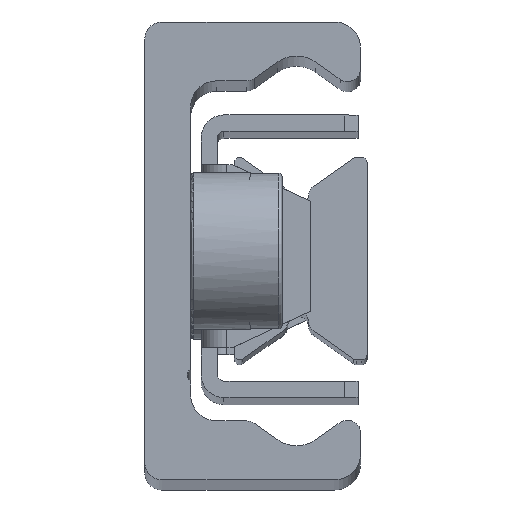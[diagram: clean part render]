
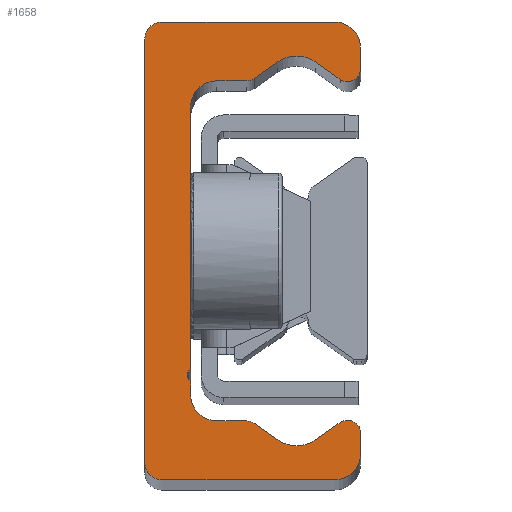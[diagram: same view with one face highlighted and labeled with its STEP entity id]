
A CAD part, top view. The second image highlights one B-rep face of the part: STEP entity #1658.
In plain terms, the highlighted planar face has unit normal (0, 0, 1).
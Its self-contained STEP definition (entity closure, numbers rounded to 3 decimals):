
#750=CARTESIAN_POINT('',(0.0,16.2,450.0));
#751=VERTEX_POINT('',#750);
#752=CARTESIAN_POINT('',(1.3,17.5,450.0));
#753=VERTEX_POINT('',#752);
#754=CARTESIAN_POINT('',(1.3,16.2,450.0));
#755=DIRECTION('',(0.0,0.0,-1.0));
#756=DIRECTION('',(0.0,-1.0,0.0));
#757=AXIS2_PLACEMENT_3D('',#754,#755,#756);
#758=CIRCLE('',#757,1.3);
#759=EDGE_CURVE('',#751,#753,#758,.T.);
#792=CARTESIAN_POINT('',(14.5,17.5,450.0));
#793=VERTEX_POINT('',#792);
#794=CARTESIAN_POINT('',(1.3,17.5,450.0));
#795=DIRECTION('',(1.0,0.0,0.0));
#796=VECTOR('',#795,13.2);
#797=LINE('',#794,#796);
#798=EDGE_CURVE('',#753,#793,#797,.T.);
#823=CARTESIAN_POINT('',(16.5,15.5,450.0));
#824=VERTEX_POINT('',#823);
#825=CARTESIAN_POINT('',(14.5,15.5,450.0));
#826=DIRECTION('',(0.0,0.0,-1.0));
#827=DIRECTION('',(-1.0,0.0,0.0));
#828=AXIS2_PLACEMENT_3D('',#825,#826,#827);
#829=CIRCLE('',#828,2.);
#830=EDGE_CURVE('',#793,#824,#829,.T.);
#856=CARTESIAN_POINT('',(16.5,13.946,450.0));
#857=VERTEX_POINT('',#856);
#858=CARTESIAN_POINT('',(16.5,15.5,450.0));
#859=DIRECTION('',(0.0,-1.0,0.0));
#860=VECTOR('',#859,1.554);
#861=LINE('',#858,#860);
#862=EDGE_CURVE('',#824,#857,#861,.T.);
#887=CARTESIAN_POINT('',(14.926,13.127,450.0));
#888=VERTEX_POINT('',#887);
#889=CARTESIAN_POINT('',(15.5,13.946,450.0));
#890=DIRECTION('',(0.0,0.0,-1.0));
#891=DIRECTION('',(0.574,0.819,0.0));
#892=AXIS2_PLACEMENT_3D('',#889,#890,#891);
#893=CIRCLE('',#892,1.0);
#894=EDGE_CURVE('',#857,#888,#893,.T.);
#920=CARTESIAN_POINT('',(13.034,14.452,450.0));
#921=VERTEX_POINT('',#920);
#922=CARTESIAN_POINT('',(14.926,13.127,450.0));
#923=DIRECTION('',(-0.819,0.574,0.0));
#924=VECTOR('',#923,2.31);
#925=LINE('',#922,#924);
#926=EDGE_CURVE('',#888,#921,#925,.T.);
#951=CARTESIAN_POINT('',(10.166,14.452,450.0));
#952=VERTEX_POINT('',#951);
#953=CARTESIAN_POINT('',(11.6,12.404,450.0));
#954=DIRECTION('',(0.0,0.0,1.0));
#955=DIRECTION('',(0.574,0.819,0.0));
#956=AXIS2_PLACEMENT_3D('',#953,#954,#955);
#957=CIRCLE('',#956,2.5);
#958=EDGE_CURVE('',#921,#952,#957,.T.);
#984=CARTESIAN_POINT('',(8.351,13.181,450.0));
#985=VERTEX_POINT('',#984);
#986=CARTESIAN_POINT('',(10.166,14.452,450.0));
#987=DIRECTION('',(-0.819,-0.574,0.0));
#988=VECTOR('',#987,2.216);
#989=LINE('',#986,#988);
#990=EDGE_CURVE('',#952,#985,#989,.T.);
#1015=CARTESIAN_POINT('',(7.777,13.,450.0));
#1016=VERTEX_POINT('',#1015);
#1017=CARTESIAN_POINT('',(7.777,14.,450.0));
#1018=DIRECTION('',(0.0,0.0,-1.0));
#1019=DIRECTION('',(0.0,1.0,0.0));
#1020=AXIS2_PLACEMENT_3D('',#1017,#1018,#1019);
#1021=CIRCLE('',#1020,1.);
#1022=EDGE_CURVE('',#985,#1016,#1021,.T.);
#1048=CARTESIAN_POINT('',(5.5,13.,450.0));
#1049=VERTEX_POINT('',#1048);
#1050=CARTESIAN_POINT('',(7.777,13.,450.0));
#1051=DIRECTION('',(-1.0,0.0,0.0));
#1052=VECTOR('',#1051,2.277);
#1053=LINE('',#1050,#1052);
#1054=EDGE_CURVE('',#1016,#1049,#1053,.T.);
#1079=CARTESIAN_POINT('',(3.5,11.,450.0));
#1080=VERTEX_POINT('',#1079);
#1081=CARTESIAN_POINT('',(5.5,11.,450.0));
#1082=DIRECTION('',(0.0,0.0,1.0));
#1083=DIRECTION('',(0.0,1.0,0.0));
#1084=AXIS2_PLACEMENT_3D('',#1081,#1082,#1083);
#1085=CIRCLE('',#1084,2.0);
#1086=EDGE_CURVE('',#1049,#1080,#1085,.T.);
#1112=CARTESIAN_POINT('',(3.5,-9.067,450.0));
#1113=VERTEX_POINT('',#1112);
#1114=CARTESIAN_POINT('',(3.5,11.,450.0));
#1115=DIRECTION('',(0.0,-1.0,0.0));
#1116=VECTOR('',#1115,20.067);
#1117=LINE('',#1114,#1116);
#1118=EDGE_CURVE('',#1080,#1113,#1117,.T.);
#1167=CARTESIAN_POINT('',(3.5,-9.933,450.0));
#1168=VERTEX_POINT('',#1167);
#1169=CARTESIAN_POINT('',(3.75,-9.5,450.0));
#1170=DIRECTION('',(0.0,0.0,1.0));
#1171=DIRECTION('',(-0.5,0.866,0.0));
#1172=AXIS2_PLACEMENT_3D('',#1169,#1170,#1171);
#1173=CIRCLE('',#1172,0.5);
#1174=EDGE_CURVE('',#1113,#1168,#1173,.T.);
#1200=CARTESIAN_POINT('',(3.5,-11.,450.0));
#1201=VERTEX_POINT('',#1200);
#1202=CARTESIAN_POINT('',(3.5,-9.933,450.0));
#1203=DIRECTION('',(0.0,-1.0,0.0));
#1204=VECTOR('',#1203,1.067);
#1205=LINE('',#1202,#1204);
#1206=EDGE_CURVE('',#1168,#1201,#1205,.T.);
#1231=CARTESIAN_POINT('',(5.5,-13.,450.0));
#1232=VERTEX_POINT('',#1231);
#1233=CARTESIAN_POINT('',(5.5,-11.,450.0));
#1234=DIRECTION('',(0.0,0.0,1.0));
#1235=DIRECTION('',(-1.0,0.0,0.0));
#1236=AXIS2_PLACEMENT_3D('',#1233,#1234,#1235);
#1237=CIRCLE('',#1236,2.0);
#1238=EDGE_CURVE('',#1201,#1232,#1237,.T.);
#1264=CARTESIAN_POINT('',(7.777,-13.,450.0));
#1265=VERTEX_POINT('',#1264);
#1266=CARTESIAN_POINT('',(5.5,-13.,450.0));
#1267=DIRECTION('',(1.0,0.0,0.0));
#1268=VECTOR('',#1267,2.277);
#1269=LINE('',#1266,#1268);
#1270=EDGE_CURVE('',#1232,#1265,#1269,.T.);
#1295=CARTESIAN_POINT('',(8.351,-13.181,450.0));
#1296=VERTEX_POINT('',#1295);
#1297=CARTESIAN_POINT('',(7.777,-14.0,450.0));
#1298=DIRECTION('',(0.0,0.0,-1.0));
#1299=DIRECTION('',(-0.574,-0.819,0.0));
#1300=AXIS2_PLACEMENT_3D('',#1297,#1298,#1299);
#1301=CIRCLE('',#1300,1.);
#1302=EDGE_CURVE('',#1265,#1296,#1301,.T.);
#1328=CARTESIAN_POINT('',(10.166,-14.452,450.0));
#1329=VERTEX_POINT('',#1328);
#1330=CARTESIAN_POINT('',(8.351,-13.181,450.0));
#1331=DIRECTION('',(0.819,-0.574,0.0));
#1332=VECTOR('',#1331,2.216);
#1333=LINE('',#1330,#1332);
#1334=EDGE_CURVE('',#1296,#1329,#1333,.T.);
#1359=CARTESIAN_POINT('',(13.034,-14.452,450.0));
#1360=VERTEX_POINT('',#1359);
#1361=CARTESIAN_POINT('',(11.6,-12.404,450.0));
#1362=DIRECTION('',(0.0,0.0,1.));
#1363=DIRECTION('',(-0.574,-0.819,0.0));
#1364=AXIS2_PLACEMENT_3D('',#1361,#1362,#1363);
#1365=CIRCLE('',#1364,2.5);
#1366=EDGE_CURVE('',#1329,#1360,#1365,.T.);
#1392=CARTESIAN_POINT('',(14.926,-13.127,450.0));
#1393=VERTEX_POINT('',#1392);
#1394=CARTESIAN_POINT('',(13.034,-14.452,450.0));
#1395=DIRECTION('',(0.819,0.574,0.0));
#1396=VECTOR('',#1395,2.31);
#1397=LINE('',#1394,#1396);
#1398=EDGE_CURVE('',#1360,#1393,#1397,.T.);
#1423=CARTESIAN_POINT('',(16.5,-13.946,450.0));
#1424=VERTEX_POINT('',#1423);
#1425=CARTESIAN_POINT('',(15.5,-13.946,450.0));
#1426=DIRECTION('',(0.0,0.0,-1.0));
#1427=DIRECTION('',(-1.0,0.0,0.0));
#1428=AXIS2_PLACEMENT_3D('',#1425,#1426,#1427);
#1429=CIRCLE('',#1428,1.0);
#1430=EDGE_CURVE('',#1393,#1424,#1429,.T.);
#1456=CARTESIAN_POINT('',(16.5,-15.5,450.0));
#1457=VERTEX_POINT('',#1456);
#1458=CARTESIAN_POINT('',(16.5,-13.946,450.0));
#1459=DIRECTION('',(0.0,-1.0,0.0));
#1460=VECTOR('',#1459,1.554);
#1461=LINE('',#1458,#1460);
#1462=EDGE_CURVE('',#1424,#1457,#1461,.T.);
#1487=CARTESIAN_POINT('',(14.5,-17.5,450.0));
#1488=VERTEX_POINT('',#1487);
#1489=CARTESIAN_POINT('',(14.5,-15.5,450.0));
#1490=DIRECTION('',(0.0,0.0,-1.0));
#1491=DIRECTION('',(0.0,1.0,0.0));
#1492=AXIS2_PLACEMENT_3D('',#1489,#1490,#1491);
#1493=CIRCLE('',#1492,2.);
#1494=EDGE_CURVE('',#1457,#1488,#1493,.T.);
#1520=CARTESIAN_POINT('',(1.3,-17.5,450.0));
#1521=VERTEX_POINT('',#1520);
#1522=CARTESIAN_POINT('',(14.5,-17.5,450.0));
#1523=DIRECTION('',(-1.0,0.0,0.0));
#1524=VECTOR('',#1523,13.2);
#1525=LINE('',#1522,#1524);
#1526=EDGE_CURVE('',#1488,#1521,#1525,.T.);
#1551=CARTESIAN_POINT('',(0.0,-16.2,450.0));
#1552=VERTEX_POINT('',#1551);
#1553=CARTESIAN_POINT('',(1.3,-16.2,450.0));
#1554=DIRECTION('',(0.0,0.0,-1.0));
#1555=DIRECTION('',(1.0,0.0,0.0));
#1556=AXIS2_PLACEMENT_3D('',#1553,#1554,#1555);
#1557=CIRCLE('',#1556,1.3);
#1558=EDGE_CURVE('',#1521,#1552,#1557,.T.);
#1584=CARTESIAN_POINT('',(0.0,-16.2,450.0));
#1585=DIRECTION('',(0.0,1.0,0.0));
#1586=VECTOR('',#1585,32.4);
#1587=LINE('',#1584,#1586);
#1588=EDGE_CURVE('',#1552,#751,#1587,.T.);
#1625=CARTESIAN_POINT('',(5.957,-0.014,450.0));
#1626=DIRECTION('',(0.0,0.0,1.0));
#1627=DIRECTION('',(1.0,0.0,0.0));
#1628=AXIS2_PLACEMENT_3D('',#1625,#1626,#1627);
#1629=PLANE('',#1628);
#1630=ORIENTED_EDGE('',*,*,#759,.F.);
#1631=ORIENTED_EDGE('',*,*,#1588,.F.);
#1632=ORIENTED_EDGE('',*,*,#1558,.F.);
#1633=ORIENTED_EDGE('',*,*,#1526,.F.);
#1634=ORIENTED_EDGE('',*,*,#1494,.F.);
#1635=ORIENTED_EDGE('',*,*,#1462,.F.);
#1636=ORIENTED_EDGE('',*,*,#1430,.F.);
#1637=ORIENTED_EDGE('',*,*,#1398,.F.);
#1638=ORIENTED_EDGE('',*,*,#1366,.F.);
#1639=ORIENTED_EDGE('',*,*,#1334,.F.);
#1640=ORIENTED_EDGE('',*,*,#1302,.F.);
#1641=ORIENTED_EDGE('',*,*,#1270,.F.);
#1642=ORIENTED_EDGE('',*,*,#1238,.F.);
#1643=ORIENTED_EDGE('',*,*,#1206,.F.);
#1644=ORIENTED_EDGE('',*,*,#1174,.F.);
#1645=ORIENTED_EDGE('',*,*,#1118,.F.);
#1646=ORIENTED_EDGE('',*,*,#1086,.F.);
#1647=ORIENTED_EDGE('',*,*,#1054,.F.);
#1648=ORIENTED_EDGE('',*,*,#1022,.F.);
#1649=ORIENTED_EDGE('',*,*,#990,.F.);
#1650=ORIENTED_EDGE('',*,*,#958,.F.);
#1651=ORIENTED_EDGE('',*,*,#926,.F.);
#1652=ORIENTED_EDGE('',*,*,#894,.F.);
#1653=ORIENTED_EDGE('',*,*,#862,.F.);
#1654=ORIENTED_EDGE('',*,*,#830,.F.);
#1655=ORIENTED_EDGE('',*,*,#798,.F.);
#1656=EDGE_LOOP('',(#1630,#1631,#1632,#1633,#1634,#1635,#1636,#1637,#1638,#1639,#1640,#1641,#1642,#1643,#1644,#1645,#1646,#1647,#1648,#1649,#1650,#1651,#1652,#1653,#1654,#1655));
#1657=FACE_OUTER_BOUND('',#1656,.T.);
#1658=ADVANCED_FACE('',(#1657),#1629,.T.);
